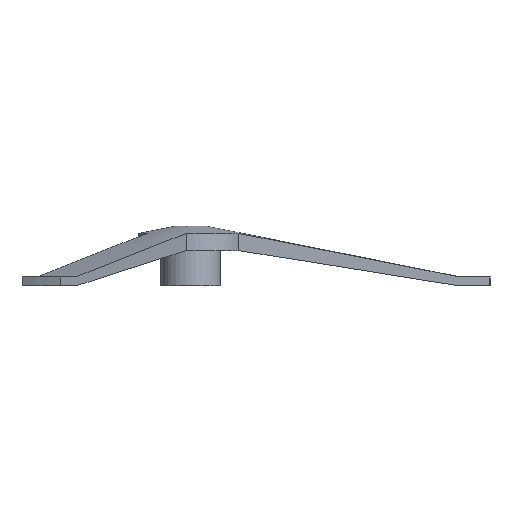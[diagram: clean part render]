
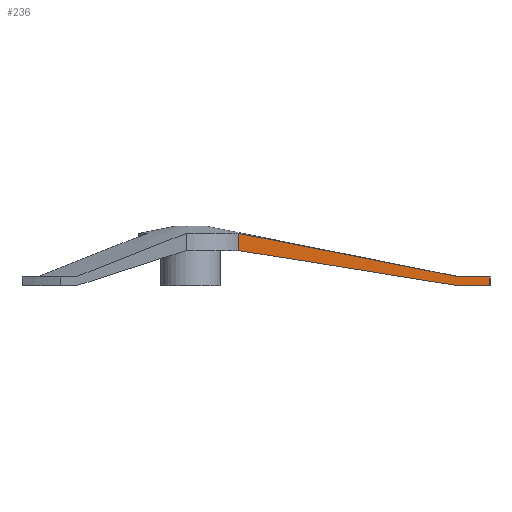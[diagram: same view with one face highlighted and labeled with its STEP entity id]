
A CAD part, front view. The second image highlights one B-rep face of the part: STEP entity #236.
In plain terms, the highlighted planar face has unit normal (0, -1, 0).
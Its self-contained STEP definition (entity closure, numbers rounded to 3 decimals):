
#24 = VERTEX_POINT('',#25);
#25 = CARTESIAN_POINT('',(99.718,-7.5,3.));
#33 = CYLINDRICAL_SURFACE('',#34,100.);
#34 = AXIS2_PLACEMENT_3D('',#35,#36,#37);
#35 = CARTESIAN_POINT('',(0.,0.,0.));
#36 = DIRECTION('',(-0.,-0.,-1.));
#37 = DIRECTION('',(1.,0.,0.));
#45 = PLANE('',#46);
#46 = AXIS2_PLACEMENT_3D('',#47,#48,#49);
#47 = CARTESIAN_POINT('',(0.,0.,3.));
#48 = DIRECTION('',(0.,0.,1.));
#49 = DIRECTION('',(1.,0.,-0.));
#88 = VERTEX_POINT('',#89);
#89 = CARTESIAN_POINT('',(99.718,-7.5,0.));
#104 = PLANE('',#105);
#105 = AXIS2_PLACEMENT_3D('',#106,#107,#108);
#106 = CARTESIAN_POINT('',(0.,0.,0.));
#107 = DIRECTION('',(0.,0.,1.));
#108 = DIRECTION('',(1.,0.,-0.));
#116 = EDGE_CURVE('',#24,#88,#117,.T.);
#117 = SURFACE_CURVE('',#118,(#122,#128),.PCURVE_S1.);
#118 = LINE('',#119,#120);
#119 = CARTESIAN_POINT('',(99.718,-7.5,0.));
#120 = VECTOR('',#121,1.);
#121 = DIRECTION('',(-0.,-0.,-1.));
#122 = PCURVE('',#33,#123);
#123 = DEFINITIONAL_REPRESENTATION('',(#124),#127);
#124 = B_SPLINE_CURVE_WITH_KNOTS('',1,(#125,#126),.UNSPECIFIED.,.F.,.F., (2,2),(-3.,0.),.PIECEWISE_BEZIER_KNOTS.);
#125 = CARTESIAN_POINT('',(-6.208,-3.));
#126 = CARTESIAN_POINT('',(-6.208,0.));
#127 = ( GEOMETRIC_REPRESENTATION_CONTEXT(2) 
PARAMETRIC_REPRESENTATION_CONTEXT() REPRESENTATION_CONTEXT('2D SPACE','' ) );
#128 = PCURVE('',#129,#134);
#129 = PLANE('',#130);
#130 = AXIS2_PLACEMENT_3D('',#131,#132,#133);
#131 = CARTESIAN_POINT('',(0.,-7.5,-1.));
#132 = DIRECTION('',(0.,1.,0.));
#133 = DIRECTION('',(1.,0.,0.));
#134 = DEFINITIONAL_REPRESENTATION('',(#135),#138);
#135 = B_SPLINE_CURVE_WITH_KNOTS('',1,(#136,#137),.UNSPECIFIED.,.F.,.F., (2,2),(-3.,0.),.PIECEWISE_BEZIER_KNOTS.);
#136 = CARTESIAN_POINT('',(99.718,-4.));
#137 = CARTESIAN_POINT('',(99.718,-1.));
#138 = ( GEOMETRIC_REPRESENTATION_CONTEXT(2) 
PARAMETRIC_REPRESENTATION_CONTEXT() REPRESENTATION_CONTEXT('2D SPACE','' ) );
#143 = EDGE_CURVE('',#24,#144,#146,.T.);
#144 = VERTEX_POINT('',#145);
#145 = CARTESIAN_POINT('',(89.687,-7.5,3.));
#146 = SURFACE_CURVE('',#147,(#151,#157),.PCURVE_S1.);
#147 = LINE('',#148,#149);
#148 = CARTESIAN_POINT('',(0.,-7.5,3.));
#149 = VECTOR('',#150,1.);
#150 = DIRECTION('',(-1.,0.,0.));
#151 = PCURVE('',#45,#152);
#152 = DEFINITIONAL_REPRESENTATION('',(#153),#156);
#153 = B_SPLINE_CURVE_WITH_KNOTS('',1,(#154,#155),.UNSPECIFIED.,.F.,.F., (2,2),(-100.,-15.811),.PIECEWISE_BEZIER_KNOTS.);
#154 = CARTESIAN_POINT('',(100.,-7.5));
#155 = CARTESIAN_POINT('',(15.811,-7.5));
#156 = ( GEOMETRIC_REPRESENTATION_CONTEXT(2) 
PARAMETRIC_REPRESENTATION_CONTEXT() REPRESENTATION_CONTEXT('2D SPACE','' ) );
#157 = PCURVE('',#129,#158);
#158 = DEFINITIONAL_REPRESENTATION('',(#159),#162);
#159 = B_SPLINE_CURVE_WITH_KNOTS('',1,(#160,#161),.UNSPECIFIED.,.F.,.F., (2,2),(-100.,-15.811),.PIECEWISE_BEZIER_KNOTS.);
#160 = CARTESIAN_POINT('',(100.,-4.));
#161 = CARTESIAN_POINT('',(15.811,-4.));
#162 = ( GEOMETRIC_REPRESENTATION_CONTEXT(2) 
PARAMETRIC_REPRESENTATION_CONTEXT() REPRESENTATION_CONTEXT('2D SPACE','' ) );
#203 = CONICAL_SURFACE('',#204,90.,1.373);
#204 = AXIS2_PLACEMENT_3D('',#205,#206,#207);
#205 = CARTESIAN_POINT('',(0.,0.,3.));
#206 = DIRECTION('',(-0.,-0.,-1.));
#207 = DIRECTION('',(1.,0.,-0.));
#236 = ADVANCED_FACE('spoke_01.right',(#237),#129,.F.);
#237 = FACE_BOUND('',#238,.F.);
#238 = EDGE_LOOP('',(#239,#283,#309,#344,#345,#346));
#239 = ORIENTED_EDGE('',*,*,#240,.T.);
#240 = EDGE_CURVE('',#241,#243,#245,.T.);
#241 = VERTEX_POINT('',#242);
#242 = CARTESIAN_POINT('',(89.687,-7.5,0.));
#243 = VERTEX_POINT('',#244);
#244 = CARTESIAN_POINT('',(15.811,-7.5,11.781));
#245 = SURFACE_CURVE('',#246,(#251,#258),.PCURVE_S1.);
#246 = HYPERBOLA('',#247,1.219,7.5);
#247 = AXIS2_PLACEMENT_3D('',#248,#249,#250);
#248 = CARTESIAN_POINT('',(0.,-7.5,14.625));
#249 = DIRECTION('',(0.,1.,0.));
#250 = DIRECTION('',(0.,0.,-1.));
#251 = PCURVE('',#129,#252);
#252 = DEFINITIONAL_REPRESENTATION('',(#253),#257);
#253 = ( BOUNDED_CURVE() B_SPLINE_CURVE(2,(#254,#255,#256),
.UNSPECIFIED.,.F.,.F.) B_SPLINE_CURVE_WITH_KNOTS((3,3),(-3.176,
-0.864),.PIECEWISE_BEZIER_KNOTS.) CURVE() 
GEOMETRIC_REPRESENTATION_ITEM() RATIONAL_B_SPLINE_CURVE((1.,
1.746,1.)) REPRESENTATION_ITEM('') );
#254 = CARTESIAN_POINT('',(89.687,-1.));
#255 = CARTESIAN_POINT('',(15.911,-12.947));
#256 = CARTESIAN_POINT('',(7.32,-13.922));
#257 = ( GEOMETRIC_REPRESENTATION_CONTEXT(2) 
PARAMETRIC_REPRESENTATION_CONTEXT() REPRESENTATION_CONTEXT('2D SPACE','' ) );
#258 = PCURVE('',#259,#264);
#259 = CONICAL_SURFACE('',#260,90.,1.41);
#260 = AXIS2_PLACEMENT_3D('',#261,#262,#263);
#261 = CARTESIAN_POINT('',(0.,0.,0.));
#262 = DIRECTION('',(-0.,-0.,-1.));
#263 = DIRECTION('',(1.,0.,-0.));
#264 = DEFINITIONAL_REPRESENTATION('',(#265),#282);
#265 = B_SPLINE_CURVE_WITH_KNOTS('',8,(#266,#267,#268,#269,#270,#271, #272,#273,#274,#275,#276,#277,#278,#279,#280,#281),.UNSPECIFIED.,.F. ,.F.,(9,7,9),(-3.176,-2.02,-0.864), .UNSPECIFIED.);
#266 = CARTESIAN_POINT('',(-6.2,0.));
#267 = CARTESIAN_POINT('',(-6.188,-2.106));
#268 = CARTESIAN_POINT('',(-6.174,-3.863));
#269 = CARTESIAN_POINT('',(-6.157,-5.338));
#270 = CARTESIAN_POINT('',(-6.138,-6.582));
#271 = CARTESIAN_POINT('',(-6.116,-7.637));
#272 = CARTESIAN_POINT('',(-6.089,-8.533));
#273 = CARTESIAN_POINT('',(-6.057,-9.297));
#274 = CARTESIAN_POINT('',(-5.982,-10.601));
#275 = CARTESIAN_POINT('',(-5.938,-11.142));
#276 = CARTESIAN_POINT('',(-5.887,-11.592));
#277 = CARTESIAN_POINT('',(-5.829,-11.967));
#278 = CARTESIAN_POINT('',(-5.76,-12.279));
#279 = CARTESIAN_POINT('',(-5.681,-12.538));
#280 = CARTESIAN_POINT('',(-5.589,-12.75));
#281 = CARTESIAN_POINT('',(-5.486,-12.922));
#282 = ( GEOMETRIC_REPRESENTATION_CONTEXT(2) 
PARAMETRIC_REPRESENTATION_CONTEXT() REPRESENTATION_CONTEXT('2D SPACE','' ) );
#283 = ORIENTED_EDGE('',*,*,#284,.F.);
#284 = EDGE_CURVE('',#285,#243,#287,.T.);
#285 = VERTEX_POINT('',#286);
#286 = CARTESIAN_POINT('',(15.811,-7.5,17.5));
#287 = SURFACE_CURVE('',#288,(#292,#298),.PCURVE_S1.);
#288 = LINE('',#289,#290);
#289 = CARTESIAN_POINT('',(15.811,-7.5,-1.));
#290 = VECTOR('',#291,1.);
#291 = DIRECTION('',(-0.,-0.,-1.));
#292 = PCURVE('',#129,#293);
#293 = DEFINITIONAL_REPRESENTATION('',(#294),#297);
#294 = B_SPLINE_CURVE_WITH_KNOTS('',1,(#295,#296),.UNSPECIFIED.,.F.,.F., (2,2),(-22.,0.),.PIECEWISE_BEZIER_KNOTS.);
#295 = CARTESIAN_POINT('',(15.811,-22.));
#296 = CARTESIAN_POINT('',(15.811,0.));
#297 = ( GEOMETRIC_REPRESENTATION_CONTEXT(2) 
PARAMETRIC_REPRESENTATION_CONTEXT() REPRESENTATION_CONTEXT('2D SPACE','' ) );
#298 = PCURVE('',#299,#304);
#299 = CYLINDRICAL_SURFACE('',#300,17.5);
#300 = AXIS2_PLACEMENT_3D('',#301,#302,#303);
#301 = CARTESIAN_POINT('',(0.,0.,-1.));
#302 = DIRECTION('',(-0.,-0.,-1.));
#303 = DIRECTION('',(1.,0.,0.));
#304 = DEFINITIONAL_REPRESENTATION('',(#305),#308);
#305 = B_SPLINE_CURVE_WITH_KNOTS('',1,(#306,#307),.UNSPECIFIED.,.F.,.F., (2,2),(-22.,0.),.PIECEWISE_BEZIER_KNOTS.);
#306 = CARTESIAN_POINT('',(-5.84,-22.));
#307 = CARTESIAN_POINT('',(-5.84,0.));
#308 = ( GEOMETRIC_REPRESENTATION_CONTEXT(2) 
PARAMETRIC_REPRESENTATION_CONTEXT() REPRESENTATION_CONTEXT('2D SPACE','' ) );
#309 = ORIENTED_EDGE('',*,*,#310,.F.);
#310 = EDGE_CURVE('',#144,#285,#311,.T.);
#311 = SURFACE_CURVE('',#312,(#317,#324),.PCURVE_S1.);
#312 = HYPERBOLA('',#313,1.5,7.5);
#313 = AXIS2_PLACEMENT_3D('',#314,#315,#316);
#314 = CARTESIAN_POINT('',(0.,-7.5,21.));
#315 = DIRECTION('',(0.,1.,0.));
#316 = DIRECTION('',(0.,0.,-1.));
#317 = PCURVE('',#129,#318);
#318 = DEFINITIONAL_REPRESENTATION('',(#319),#323);
#319 = ( BOUNDED_CURVE() B_SPLINE_CURVE(2,(#320,#321,#322),
.UNSPECIFIED.,.F.,.F.) B_SPLINE_CURVE_WITH_KNOTS((3,3),(-3.176,
-0.864),.PIECEWISE_BEZIER_KNOTS.) CURVE() 
GEOMETRIC_REPRESENTATION_ITEM() RATIONAL_B_SPLINE_CURVE((1.,
1.746,1.)) REPRESENTATION_ITEM('') );
#320 = CARTESIAN_POINT('',(89.687,-4.));
#321 = CARTESIAN_POINT('',(15.911,-18.704));
#322 = CARTESIAN_POINT('',(7.32,-19.904));
#323 = ( GEOMETRIC_REPRESENTATION_CONTEXT(2) 
PARAMETRIC_REPRESENTATION_CONTEXT() REPRESENTATION_CONTEXT('2D SPACE','' ) );
#324 = PCURVE('',#203,#325);
#325 = DEFINITIONAL_REPRESENTATION('',(#326),#343);
#326 = B_SPLINE_CURVE_WITH_KNOTS('',8,(#327,#328,#329,#330,#331,#332, #333,#334,#335,#336,#337,#338,#339,#340,#341,#342),.UNSPECIFIED.,.F. ,.F.,(9,7,9),(-3.176,-2.02,-0.864), .UNSPECIFIED.);
#327 = CARTESIAN_POINT('',(-6.2,0.));
#328 = CARTESIAN_POINT('',(-6.188,-2.592));
#329 = CARTESIAN_POINT('',(-6.174,-4.754));
#330 = CARTESIAN_POINT('',(-6.157,-6.57));
#331 = CARTESIAN_POINT('',(-6.138,-8.101));
#332 = CARTESIAN_POINT('',(-6.116,-9.399));
#333 = CARTESIAN_POINT('',(-6.089,-10.502));
#334 = CARTESIAN_POINT('',(-6.057,-11.442));
#335 = CARTESIAN_POINT('',(-5.982,-13.048));
#336 = CARTESIAN_POINT('',(-5.938,-13.713));
#337 = CARTESIAN_POINT('',(-5.887,-14.267));
#338 = CARTESIAN_POINT('',(-5.829,-14.728));
#339 = CARTESIAN_POINT('',(-5.76,-15.112));
#340 = CARTESIAN_POINT('',(-5.681,-15.431));
#341 = CARTESIAN_POINT('',(-5.589,-15.692));
#342 = CARTESIAN_POINT('',(-5.486,-15.904));
#343 = ( GEOMETRIC_REPRESENTATION_CONTEXT(2) 
PARAMETRIC_REPRESENTATION_CONTEXT() REPRESENTATION_CONTEXT('2D SPACE','' ) );
#344 = ORIENTED_EDGE('',*,*,#143,.F.);
#345 = ORIENTED_EDGE('',*,*,#116,.T.);
#346 = ORIENTED_EDGE('',*,*,#347,.T.);
#347 = EDGE_CURVE('',#88,#241,#348,.T.);
#348 = SURFACE_CURVE('',#349,(#353,#359),.PCURVE_S1.);
#349 = LINE('',#350,#351);
#350 = CARTESIAN_POINT('',(0.,-7.5,0.));
#351 = VECTOR('',#352,1.);
#352 = DIRECTION('',(-1.,0.,0.));
#353 = PCURVE('',#129,#354);
#354 = DEFINITIONAL_REPRESENTATION('',(#355),#358);
#355 = B_SPLINE_CURVE_WITH_KNOTS('',1,(#356,#357),.UNSPECIFIED.,.F.,.F., (2,2),(-100.,-15.811),.PIECEWISE_BEZIER_KNOTS.);
#356 = CARTESIAN_POINT('',(100.,-1.));
#357 = CARTESIAN_POINT('',(15.811,-1.));
#358 = ( GEOMETRIC_REPRESENTATION_CONTEXT(2) 
PARAMETRIC_REPRESENTATION_CONTEXT() REPRESENTATION_CONTEXT('2D SPACE','' ) );
#359 = PCURVE('',#104,#360);
#360 = DEFINITIONAL_REPRESENTATION('',(#361),#364);
#361 = B_SPLINE_CURVE_WITH_KNOTS('',1,(#362,#363),.UNSPECIFIED.,.F.,.F., (2,2),(-100.,-15.811),.PIECEWISE_BEZIER_KNOTS.);
#362 = CARTESIAN_POINT('',(100.,-7.5));
#363 = CARTESIAN_POINT('',(15.811,-7.5));
#364 = ( GEOMETRIC_REPRESENTATION_CONTEXT(2) 
PARAMETRIC_REPRESENTATION_CONTEXT() REPRESENTATION_CONTEXT('2D SPACE','' ) );
